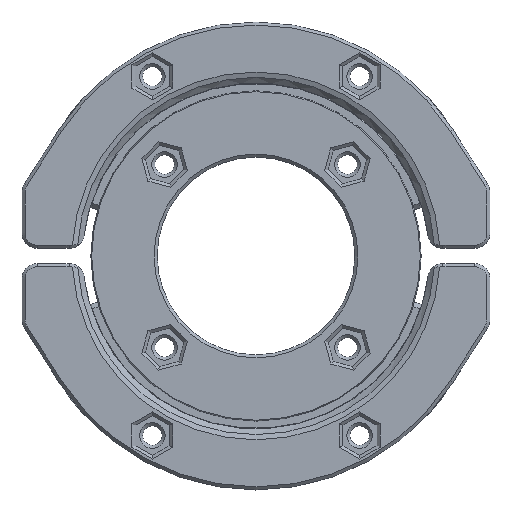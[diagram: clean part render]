
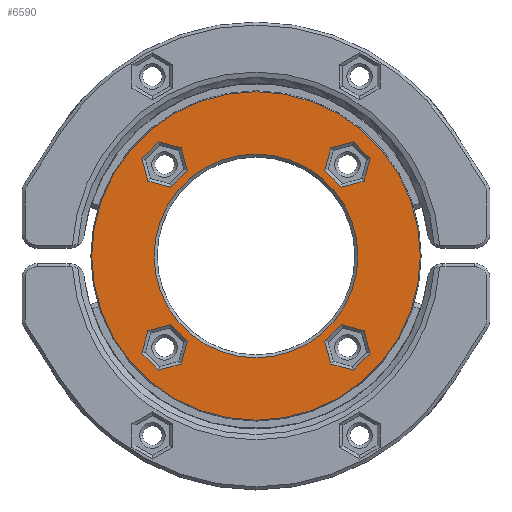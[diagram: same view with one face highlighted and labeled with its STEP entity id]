
A CAD part, top view. The second image highlights one B-rep face of the part: STEP entity #6590.
In plain terms, the highlighted planar face has unit normal (0, 0, 1).
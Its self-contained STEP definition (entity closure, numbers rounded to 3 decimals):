
#343=FACE_BOUND('',#1021,.T.);
#344=FACE_BOUND('',#1022,.T.);
#345=FACE_BOUND('',#1023,.T.);
#346=FACE_BOUND('',#1024,.T.);
#347=FACE_BOUND('',#1025,.T.);
#377=PLANE('',#7043);
#611=FACE_OUTER_BOUND('',#1020,.T.);
#1020=EDGE_LOOP('',(#4486));
#1021=EDGE_LOOP('',(#4487,#4488,#4489,#4490,#4491,#4492));
#1022=EDGE_LOOP('',(#4493,#4494,#4495,#4496,#4497,#4498));
#1023=EDGE_LOOP('',(#4499,#4500,#4501,#4502,#4503,#4504));
#1024=EDGE_LOOP('',(#4505,#4506,#4507,#4508,#4509,#4510));
#1025=EDGE_LOOP('',(#4511));
#1463=LINE('',#9289,#2074);
#1464=LINE('',#9291,#2075);
#1465=LINE('',#9293,#2076);
#1466=LINE('',#9295,#2077);
#1467=LINE('',#9297,#2078);
#1468=LINE('',#9298,#2079);
#1469=LINE('',#9301,#2080);
#1470=LINE('',#9303,#2081);
#1471=LINE('',#9305,#2082);
#1472=LINE('',#9307,#2083);
#1473=LINE('',#9309,#2084);
#1474=LINE('',#9310,#2085);
#1475=LINE('',#9313,#2086);
#1476=LINE('',#9315,#2087);
#1477=LINE('',#9317,#2088);
#1478=LINE('',#9319,#2089);
#1479=LINE('',#9321,#2090);
#1480=LINE('',#9322,#2091);
#1481=LINE('',#9325,#2092);
#1482=LINE('',#9327,#2093);
#1483=LINE('',#9329,#2094);
#1484=LINE('',#9331,#2095);
#1485=LINE('',#9333,#2096);
#1486=LINE('',#9334,#2097);
#2074=VECTOR('',#7596,10.);
#2075=VECTOR('',#7597,10.);
#2076=VECTOR('',#7598,10.);
#2077=VECTOR('',#7599,10.);
#2078=VECTOR('',#7600,10.);
#2079=VECTOR('',#7601,10.);
#2080=VECTOR('',#7602,10.);
#2081=VECTOR('',#7603,10.);
#2082=VECTOR('',#7604,10.);
#2083=VECTOR('',#7605,10.);
#2084=VECTOR('',#7606,10.);
#2085=VECTOR('',#7607,10.);
#2086=VECTOR('',#7608,10.);
#2087=VECTOR('',#7609,10.);
#2088=VECTOR('',#7610,10.);
#2089=VECTOR('',#7611,10.);
#2090=VECTOR('',#7612,10.);
#2091=VECTOR('',#7613,10.);
#2092=VECTOR('',#7614,10.);
#2093=VECTOR('',#7615,10.);
#2094=VECTOR('',#7616,10.);
#2095=VECTOR('',#7617,10.);
#2096=VECTOR('',#7618,10.);
#2097=VECTOR('',#7619,10.);
#2686=CIRCLE('',#7042,16.75);
#2687=CIRCLE('',#7044,27.);
#2860=VERTEX_POINT('',#9281);
#2861=VERTEX_POINT('',#9285);
#2862=VERTEX_POINT('',#9287);
#2863=VERTEX_POINT('',#9288);
#2864=VERTEX_POINT('',#9290);
#2865=VERTEX_POINT('',#9292);
#2866=VERTEX_POINT('',#9294);
#2867=VERTEX_POINT('',#9296);
#2868=VERTEX_POINT('',#9299);
#2869=VERTEX_POINT('',#9300);
#2870=VERTEX_POINT('',#9302);
#2871=VERTEX_POINT('',#9304);
#2872=VERTEX_POINT('',#9306);
#2873=VERTEX_POINT('',#9308);
#2874=VERTEX_POINT('',#9311);
#2875=VERTEX_POINT('',#9312);
#2876=VERTEX_POINT('',#9314);
#2877=VERTEX_POINT('',#9316);
#2878=VERTEX_POINT('',#9318);
#2879=VERTEX_POINT('',#9320);
#2880=VERTEX_POINT('',#9323);
#2881=VERTEX_POINT('',#9324);
#2882=VERTEX_POINT('',#9326);
#2883=VERTEX_POINT('',#9328);
#2884=VERTEX_POINT('',#9330);
#2885=VERTEX_POINT('',#9332);
#3477=EDGE_CURVE('',#2860,#2860,#2686,.T.);
#3478=EDGE_CURVE('',#2861,#2861,#2687,.T.);
#3479=EDGE_CURVE('',#2862,#2863,#1463,.T.);
#3480=EDGE_CURVE('',#2864,#2862,#1464,.T.);
#3481=EDGE_CURVE('',#2865,#2864,#1465,.T.);
#3482=EDGE_CURVE('',#2866,#2865,#1466,.T.);
#3483=EDGE_CURVE('',#2867,#2866,#1467,.T.);
#3484=EDGE_CURVE('',#2863,#2867,#1468,.T.);
#3485=EDGE_CURVE('',#2868,#2869,#1469,.T.);
#3486=EDGE_CURVE('',#2870,#2868,#1470,.T.);
#3487=EDGE_CURVE('',#2871,#2870,#1471,.T.);
#3488=EDGE_CURVE('',#2872,#2871,#1472,.T.);
#3489=EDGE_CURVE('',#2873,#2872,#1473,.T.);
#3490=EDGE_CURVE('',#2869,#2873,#1474,.T.);
#3491=EDGE_CURVE('',#2874,#2875,#1475,.T.);
#3492=EDGE_CURVE('',#2876,#2874,#1476,.T.);
#3493=EDGE_CURVE('',#2877,#2876,#1477,.T.);
#3494=EDGE_CURVE('',#2878,#2877,#1478,.T.);
#3495=EDGE_CURVE('',#2879,#2878,#1479,.T.);
#3496=EDGE_CURVE('',#2875,#2879,#1480,.T.);
#3497=EDGE_CURVE('',#2880,#2881,#1481,.T.);
#3498=EDGE_CURVE('',#2882,#2880,#1482,.T.);
#3499=EDGE_CURVE('',#2883,#2882,#1483,.T.);
#3500=EDGE_CURVE('',#2884,#2883,#1484,.T.);
#3501=EDGE_CURVE('',#2885,#2884,#1485,.T.);
#3502=EDGE_CURVE('',#2881,#2885,#1486,.T.);
#4486=ORIENTED_EDGE('',*,*,#3478,.F.);
#4487=ORIENTED_EDGE('',*,*,#3479,.F.);
#4488=ORIENTED_EDGE('',*,*,#3480,.F.);
#4489=ORIENTED_EDGE('',*,*,#3481,.F.);
#4490=ORIENTED_EDGE('',*,*,#3482,.F.);
#4491=ORIENTED_EDGE('',*,*,#3483,.F.);
#4492=ORIENTED_EDGE('',*,*,#3484,.F.);
#4493=ORIENTED_EDGE('',*,*,#3485,.F.);
#4494=ORIENTED_EDGE('',*,*,#3486,.F.);
#4495=ORIENTED_EDGE('',*,*,#3487,.F.);
#4496=ORIENTED_EDGE('',*,*,#3488,.F.);
#4497=ORIENTED_EDGE('',*,*,#3489,.F.);
#4498=ORIENTED_EDGE('',*,*,#3490,.F.);
#4499=ORIENTED_EDGE('',*,*,#3491,.F.);
#4500=ORIENTED_EDGE('',*,*,#3492,.F.);
#4501=ORIENTED_EDGE('',*,*,#3493,.F.);
#4502=ORIENTED_EDGE('',*,*,#3494,.F.);
#4503=ORIENTED_EDGE('',*,*,#3495,.F.);
#4504=ORIENTED_EDGE('',*,*,#3496,.F.);
#4505=ORIENTED_EDGE('',*,*,#3497,.F.);
#4506=ORIENTED_EDGE('',*,*,#3498,.F.);
#4507=ORIENTED_EDGE('',*,*,#3499,.F.);
#4508=ORIENTED_EDGE('',*,*,#3500,.F.);
#4509=ORIENTED_EDGE('',*,*,#3501,.F.);
#4510=ORIENTED_EDGE('',*,*,#3502,.F.);
#4511=ORIENTED_EDGE('',*,*,#3477,.F.);
#6590=ADVANCED_FACE('',(#611,#343,#344,#345,#346,#347),#377,.T.);
#7042=AXIS2_PLACEMENT_3D('',#9283,#7590,#7591);
#7043=AXIS2_PLACEMENT_3D('',#9284,#7592,#7593);
#7044=AXIS2_PLACEMENT_3D('',#9286,#7594,#7595);
#7590=DIRECTION('center_axis',(0.,0.,1.));
#7591=DIRECTION('ref_axis',(-1.,0.,0.));
#7592=DIRECTION('center_axis',(0.,0.,1.));
#7593=DIRECTION('ref_axis',(1.,0.,0.));
#7594=DIRECTION('center_axis',(0.,0.,-1.));
#7595=DIRECTION('ref_axis',(-1.,0.,0.));
#7596=DIRECTION('',(0.259,0.966,0.));
#7597=DIRECTION('',(0.966,0.259,0.));
#7598=DIRECTION('',(0.707,-0.707,0.));
#7599=DIRECTION('',(-0.259,-0.966,0.));
#7600=DIRECTION('',(-0.966,-0.259,0.));
#7601=DIRECTION('',(-0.707,0.707,0.));
#7602=DIRECTION('',(-0.707,0.707,0.));
#7603=DIRECTION('',(0.259,0.966,0.));
#7604=DIRECTION('',(0.966,0.259,0.));
#7605=DIRECTION('',(0.707,-0.707,0.));
#7606=DIRECTION('',(-0.259,-0.966,0.));
#7607=DIRECTION('',(-0.966,-0.259,0.));
#7608=DIRECTION('',(0.707,0.707,0.));
#7609=DIRECTION('',(0.966,-0.259,0.));
#7610=DIRECTION('',(0.259,-0.966,0.));
#7611=DIRECTION('',(-0.707,-0.707,0.));
#7612=DIRECTION('',(-0.966,0.259,0.));
#7613=DIRECTION('',(-0.259,0.966,0.));
#7614=DIRECTION('',(-0.966,0.259,0.));
#7615=DIRECTION('',(-0.259,0.966,0.));
#7616=DIRECTION('',(0.707,0.707,0.));
#7617=DIRECTION('',(0.966,-0.259,0.));
#7618=DIRECTION('',(0.259,-0.966,0.));
#7619=DIRECTION('',(-0.707,-0.707,0.));
#9281=CARTESIAN_POINT('',(16.75,0.,5.25));
#9283=CARTESIAN_POINT('Origin',(0.,0.,5.25));
#9284=CARTESIAN_POINT('Origin',(16.25,0.,5.25));
#9285=CARTESIAN_POINT('',(27.,0.,5.25));
#9286=CARTESIAN_POINT('Origin',(0.,0.,5.25));
#9287=CARTESIAN_POINT('',(17.761,12.291,5.25));
#9288=CARTESIAN_POINT('',(18.762,16.027,5.25));
#9289=CARTESIAN_POINT('',(16.638,8.097,5.25));
#9290=CARTESIAN_POINT('',(14.025,11.29,5.25));
#9291=CARTESIAN_POINT('',(15.38,11.653,5.25));
#9292=CARTESIAN_POINT('',(11.29,14.025,5.25));
#9293=CARTESIAN_POINT('',(17.301,8.013,5.25));
#9294=CARTESIAN_POINT('',(12.291,17.761,5.25));
#9295=CARTESIAN_POINT('',(9.74,8.242,5.25));
#9296=CARTESIAN_POINT('',(16.027,18.762,5.25));
#9297=CARTESIAN_POINT('',(12.057,17.699,5.25));
#9298=CARTESIAN_POINT('',(20.876,13.914,5.25));
#9299=CARTESIAN_POINT('',(-11.29,-14.025,5.25));
#9300=CARTESIAN_POINT('',(-14.025,-11.29,5.25));
#9301=CARTESIAN_POINT('',(-9.176,-16.138,5.25));
#9302=CARTESIAN_POINT('',(-12.291,-17.761,5.25));
#9303=CARTESIAN_POINT('',(-8.651,-4.179,5.25));
#9304=CARTESIAN_POINT('',(-16.027,-18.762,5.25));
#9305=CARTESIAN_POINT('',(3.104,-13.636,5.25));
#9306=CARTESIAN_POINT('',(-18.762,-16.027,5.25));
#9307=CARTESIAN_POINT('',(-12.751,-22.039,5.25));
#9308=CARTESIAN_POINT('',(-17.761,-12.291,5.25));
#9309=CARTESIAN_POINT('',(-15.549,-4.034,5.25));
#9310=CARTESIAN_POINT('',(-0.219,-7.59,5.25));
#9311=CARTESIAN_POINT('',(16.027,-18.762,5.25));
#9312=CARTESIAN_POINT('',(18.762,-16.027,5.25));
#9313=CARTESIAN_POINT('',(22.039,-12.751,5.25));
#9314=CARTESIAN_POINT('',(12.291,-17.761,5.25));
#9315=CARTESIAN_POINT('',(13.646,-18.125,5.25));
#9316=CARTESIAN_POINT('',(11.29,-14.025,5.25));
#9317=CARTESIAN_POINT('',(10.166,-9.831,5.25));
#9318=CARTESIAN_POINT('',(14.025,-11.29,5.25));
#9319=CARTESIAN_POINT('',(16.138,-9.176,5.25));
#9320=CARTESIAN_POINT('',(17.761,-12.291,5.25));
#9321=CARTESIAN_POINT('',(13.791,-11.227,5.25));
#9322=CARTESIAN_POINT('',(16.212,-6.508,5.25));
#9323=CARTESIAN_POINT('',(-12.291,17.761,5.25));
#9324=CARTESIAN_POINT('',(-16.027,18.762,5.25));
#9325=CARTESIAN_POINT('',(1.515,14.062,5.25));
#9326=CARTESIAN_POINT('',(-11.29,14.025,5.25));
#9327=CARTESIAN_POINT('',(-9.077,5.769,5.25));
#9328=CARTESIAN_POINT('',(-14.025,11.29,5.25));
#9329=CARTESIAN_POINT('',(-8.013,17.301,5.25));
#9330=CARTESIAN_POINT('',(-17.761,12.291,5.25));
#9331=CARTESIAN_POINT('',(1.37,7.164,5.25));
#9332=CARTESIAN_POINT('',(-18.762,16.027,5.25));
#9333=CARTESIAN_POINT('',(-15.123,2.445,5.25));
#9334=CARTESIAN_POINT('',(-13.914,20.876,5.25));
